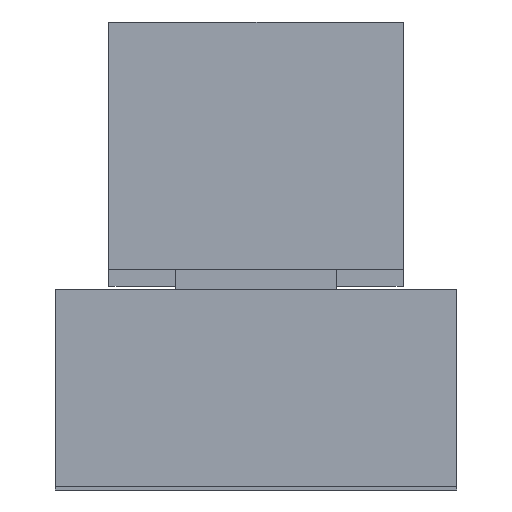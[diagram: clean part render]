
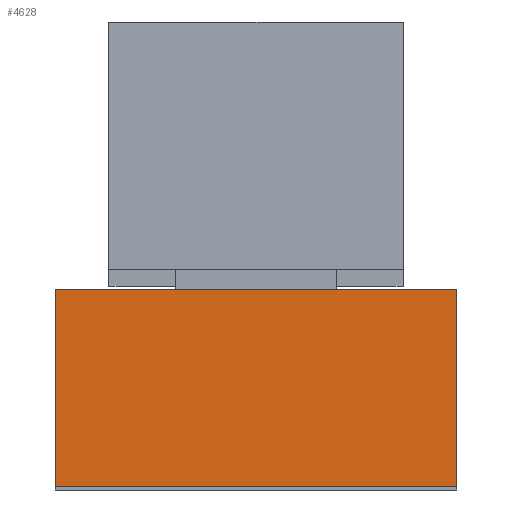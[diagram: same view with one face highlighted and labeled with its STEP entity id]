
A CAD part, left-side view. The second image highlights one B-rep face of the part: STEP entity #4628.
In plain terms, the highlighted planar face has unit normal (-1, 0, 0).
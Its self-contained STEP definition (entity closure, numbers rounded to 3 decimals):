
#3480=CARTESIAN_POINT('Vertex',(-13.,72.38,60.)) ;
#3483=CARTESIAN_POINT('Line Origine',(-13.,72.38,30.5)) ;
#3487=CARTESIAN_POINT('Vertex',(-13.,72.38,1.)) ;
#3905=CARTESIAN_POINT('Vertex',(-13.,192.38,60.)) ;
#3908=CARTESIAN_POINT('Line Origine',(-13.,132.38,60.)) ;
#4597=CARTESIAN_POINT('Vertex',(-13.,192.38,1.)) ;
#4600=CARTESIAN_POINT('Line Origine',(-13.,132.38,1.)) ;
#4612=CARTESIAN_POINT('Axis2P3D Location',(-13.,192.38,1.)) ;
#4617=CARTESIAN_POINT('Line Origine',(-13.,192.38,30.5)) ;
#3484=DIRECTION('Vector Direction',(0.,0.,1.)) ;
#3909=DIRECTION('Vector Direction',(0.,1.,0.)) ;
#4601=DIRECTION('Vector Direction',(0.,-1.,0.)) ;
#4613=DIRECTION('Axis2P3D Direction',(-1.,0.,0.)) ;
#4614=DIRECTION('Axis2P3D XDirection',(0.,-1.,0.)) ;
#4618=DIRECTION('Vector Direction',(0.,0.,-1.)) ;
#4615=AXIS2_PLACEMENT_3D('Plane Axis2P3D',#4612,#4613,#4614) ;
#4623=ORIENTED_EDGE('',*,*,#4621,.T.) ;
#4624=ORIENTED_EDGE('',*,*,#4604,.T.) ;
#4625=ORIENTED_EDGE('',*,*,#3489,.T.) ;
#4626=ORIENTED_EDGE('',*,*,#3912,.T.) ;
#3485=VECTOR('Line Direction',#3484,1.) ;
#3910=VECTOR('Line Direction',#3909,1.) ;
#4602=VECTOR('Line Direction',#4601,1.) ;
#4619=VECTOR('Line Direction',#4618,1.) ;
#4628=ADVANCED_FACE('PB_CRCS-05000-50_0.1\\PartBody',(#4627),#4616,.T.) ;
#3489=EDGE_CURVE('',#3488,#3481,#3486,.T.) ;
#3912=EDGE_CURVE('',#3481,#3906,#3911,.T.) ;
#4604=EDGE_CURVE('',#4598,#3488,#4603,.T.) ;
#4621=EDGE_CURVE('',#3906,#4598,#4620,.T.) ;
#4622=EDGE_LOOP('',(#4623,#4624,#4625,#4626)) ;
#4627=FACE_OUTER_BOUND('',#4622,.T.) ;
#3486=LINE('Line',#3483,#3485) ;
#3911=LINE('Line',#3908,#3910) ;
#4603=LINE('Line',#4600,#4602) ;
#4620=LINE('Line',#4617,#4619) ;
#4616=PLANE('Plane',#4615) ;
#3481=VERTEX_POINT('',#3480) ;
#3488=VERTEX_POINT('',#3487) ;
#3906=VERTEX_POINT('',#3905) ;
#4598=VERTEX_POINT('',#4597) ;
